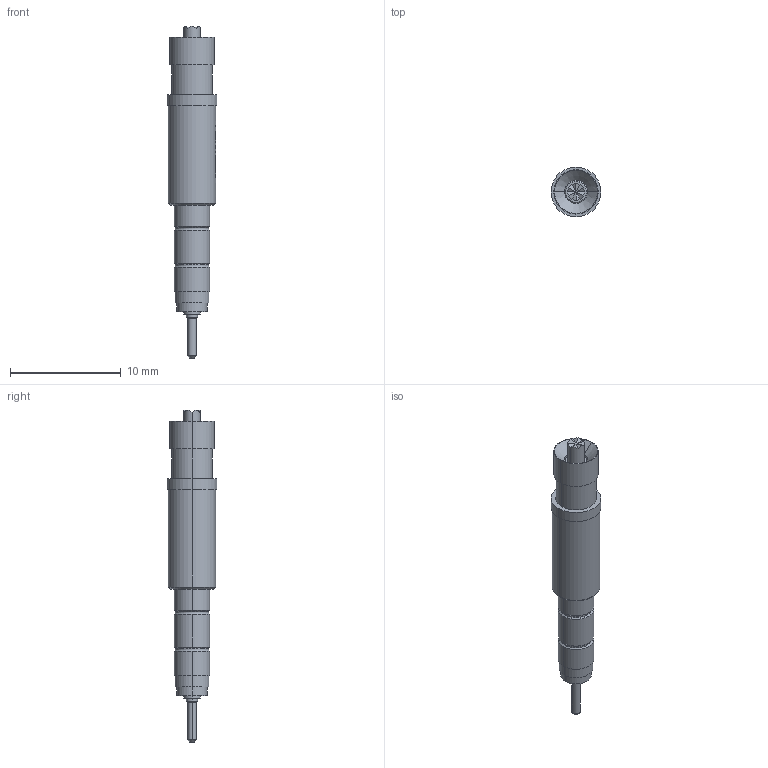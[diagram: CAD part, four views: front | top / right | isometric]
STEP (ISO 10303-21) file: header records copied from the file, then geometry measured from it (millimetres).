
FILE_DESCRIPTION (( 'STEP AP203' ), '1' );
FILE_NAME ('MOD-F82209S0016Lxxx.step', '2015-07-09T11:39:31', ( 'firstrun' ), ( 'Hewlett-Packard Company' ), 'SwSTEP 2.0', 'SolidWorks 2012', '' );
FILE_SCHEMA (( 'CONFIG_CONTROL_DESIGN' ));
Length unit declared in the file: millimetre
Products named in the file (1): MOD-F82209S0016Lxxx
Bounding box: 4.5 x 4.5 x 30 mm (x, y, z)
Volume: 279.9 mm3; surface area: 354.5 mm2
Topology: 1 solids, 1 shells, 226 faces, 591 edges, 381 vertices
Faces by surface type: plane 84, cylinder 62, bspline 62, cone 18
Entity records: 9459 total; most frequent: CARTESIAN_POINT 4344, ORIENTED_EDGE 1182, DIRECTION 848, EDGE_CURVE 591, VERTEX_POINT 381, AXIS2_PLACEMENT_3D 327, EDGE_LOOP 240, FACE_OUTER_BOUND 226
